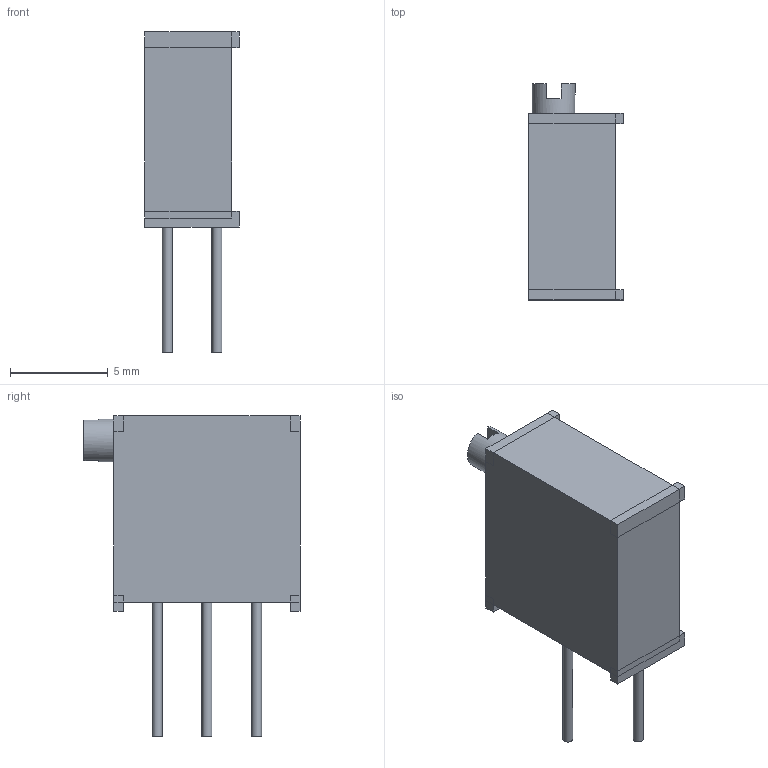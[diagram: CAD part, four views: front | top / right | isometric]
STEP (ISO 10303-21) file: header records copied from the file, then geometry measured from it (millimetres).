
FILE_DESCRIPTION(('FreeCAD Model'),'2;1');
FILE_NAME('BOURNS-3296Z.step','2018-06-15T09:23:48',('kicad StepUp'),('ksu MCAD'), 'Open CASCADE STEP processor 7.2','FreeCAD','Unknown');
FILE_SCHEMA(('AUTOMOTIVE_DESIGN { 1 0 10303 214 1 1 1 1 }'));
Length unit declared in the file: millimetre
Products named in the file (1): BOURNS-3296Z
Bounding box: 4.83 x 11.05 x 16.38 mm (x, y, z)
Volume: 414.2 mm3; surface area: 409.2 mm2
Topology: 1 solids, 1 shells, 50 faces, 115 edges, 70 vertices
Faces by surface type: plane 46, cylinder 4
Full cylindrical faces by diameter (mm): 0.51 x3, 2.19 x1
Entity records: 1737 total; most frequent: CARTESIAN_POINT 236, DIRECTION 231, ORIENTED_EDGE 230, EDGE_CURVE 115, LINE 101, VECTOR 101, VERTEX_POINT 70, AXIS2_PLACEMENT_3D 65
